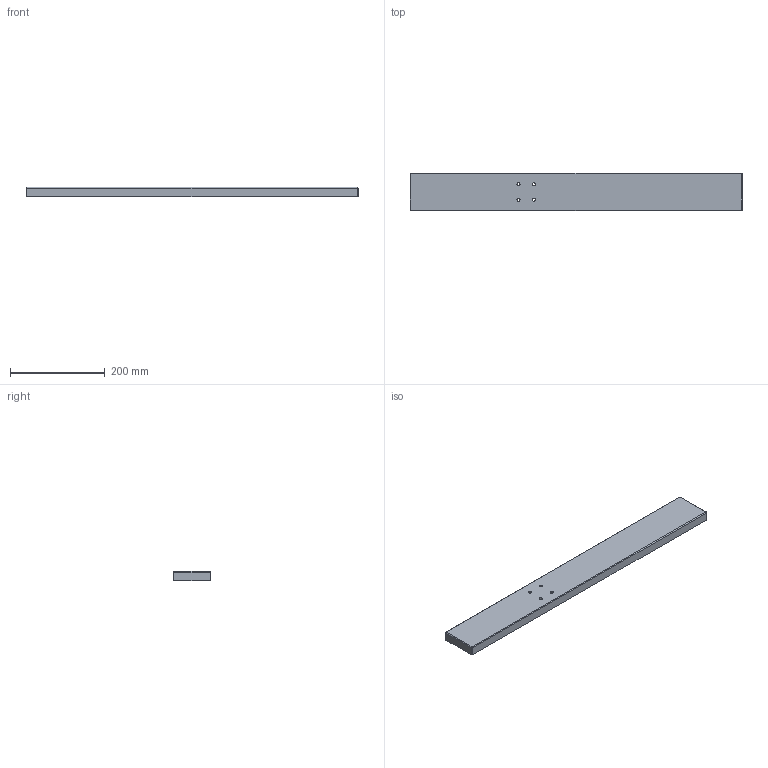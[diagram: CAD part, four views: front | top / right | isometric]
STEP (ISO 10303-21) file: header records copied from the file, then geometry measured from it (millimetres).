
FILE_DESCRIPTION((''),'2;1');
FILE_NAME('JC35TS-0153','2021-01-06T15:17:39',('sa'),('捷昌驱动'),'CREO PARAMETRIC BY PTC INC, 2018100','CREO PARAMETRIC BY PTC INC, 2018100','');
FILE_SCHEMA(('CONFIG_CONTROL_DESIGN'));
Length unit declared in the file: millimetre
Products named in the file (1): JC35TS-0153
Bounding box: 700 x 80 x 20 mm (x, y, z)
Volume: 451423.3 mm3; surface area: 297831.4 mm2
Topology: 4 solids, 6 shells, 71 faces, 174 edges, 112 vertices
Faces by surface type: plane 37, cylinder 30, sphere 4
Entity records: 2155 total; most frequent: DIRECTION 378, CARTESIAN_POINT 358, ORIENTED_EDGE 340, EDGE_CURVE 174, AXIS2_PLACEMENT_3D 132, VECTOR 114, LINE 114, VERTEX_POINT 112
